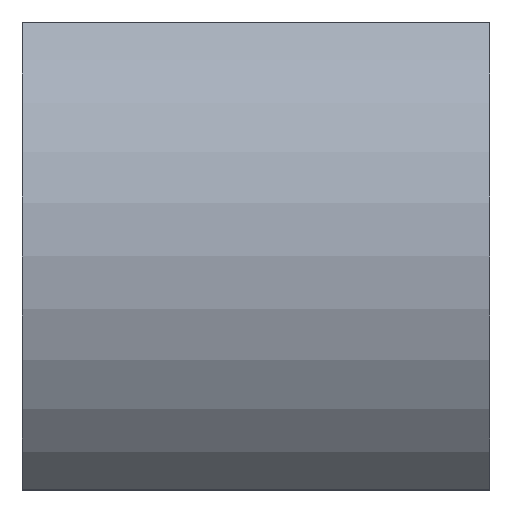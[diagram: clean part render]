
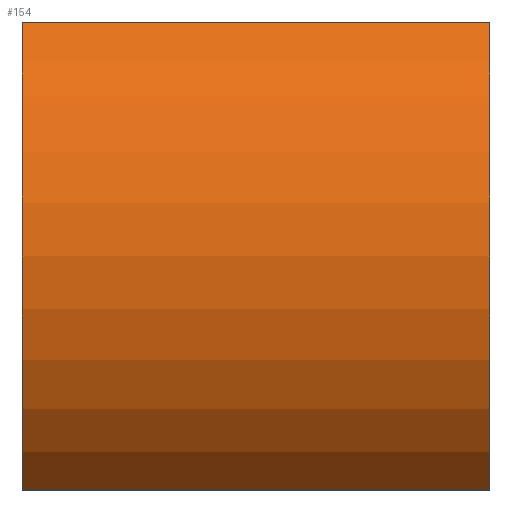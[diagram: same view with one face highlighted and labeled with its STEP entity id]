
A CAD part, left-side view. The second image highlights one B-rep face of the part: STEP entity #154.
In plain terms, the highlighted cylindrical face has radius 6.56 mm (diameter 13.12 mm), a partial arc.
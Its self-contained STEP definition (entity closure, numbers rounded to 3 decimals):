
#1 = AXIS2_PLACEMENT_3D ( 'NONE', #145, #119, #155 ) ;
#10 = DIRECTION ( 'NONE',  ( 0., 0., -1. ) ) ;
#14 = CARTESIAN_POINT ( 'NONE',  ( 0.109, 10., -5. ) ) ;
#20 = DIRECTION ( 'NONE',  ( 0., -1., 0. ) ) ;
#29 = EDGE_CURVE ( 'NONE', #173, #200, #134, .T. ) ;
#31 = EDGE_LOOP ( 'NONE', ( #202, #48, #90, #127 ) ) ;
#35 = AXIS2_PLACEMENT_3D ( 'NONE', #105, #136, #10 ) ;
#44 = EDGE_CURVE ( 'NONE', #51, #200, #138, .T. ) ;
#47 = CARTESIAN_POINT ( 'NONE',  ( 4.355, 10., 0. ) ) ;
#48 = ORIENTED_EDGE ( 'NONE', *, *, #44, .F. ) ;
#51 = VERTEX_POINT ( 'NONE', #133 ) ;
#57 = VECTOR ( 'NONE', #20, 1000. ) ;
#72 = DIRECTION ( 'NONE',  ( 0., -1., 0. ) ) ;
#90 = ORIENTED_EDGE ( 'NONE', *, *, #191, .F. ) ;
#99 = FACE_OUTER_BOUND ( 'NONE', #31, .T. ) ;
#101 = CARTESIAN_POINT ( 'NONE',  ( 0.109, 0., -5. ) ) ;
#103 = CARTESIAN_POINT ( 'NONE',  ( 0.109, 10., -5. ) ) ;
#105 = CARTESIAN_POINT ( 'NONE',  ( 4.355, 10., 0. ) ) ;
#119 = DIRECTION ( 'NONE',  ( 0., 1., 0. ) ) ;
#124 = DIRECTION ( 'NONE',  ( 0., 1., 0. ) ) ;
#125 = CYLINDRICAL_SURFACE ( 'NONE', #35, 6.56 ) ;
#127 = ORIENTED_EDGE ( 'NONE', *, *, #179, .T. ) ;
#133 = CARTESIAN_POINT ( 'NONE',  ( 0.109, 10., 5. ) ) ;
#134 = CIRCLE ( 'NONE', #1, 6.56 ) ;
#136 = DIRECTION ( 'NONE',  ( 0., -1., 0. ) ) ;
#138 = LINE ( 'NONE', #151, #178 ) ;
#140 = CARTESIAN_POINT ( 'NONE',  ( 0.109, 0., 5. ) ) ;
#145 = CARTESIAN_POINT ( 'NONE',  ( 4.355, 0., 0. ) ) ;
#151 = CARTESIAN_POINT ( 'NONE',  ( 0.109, 10., 5. ) ) ;
#152 = VERTEX_POINT ( 'NONE', #14 ) ;
#154 = ADVANCED_FACE ( 'NONE', ( #99 ), #125, .T. ) ;
#155 = DIRECTION ( 'NONE',  ( 0., 0., 1. ) ) ;
#156 = CIRCLE ( 'NONE', #185, 6.56 ) ;
#173 = VERTEX_POINT ( 'NONE', #101 ) ;
#178 = VECTOR ( 'NONE', #72, 1000. ) ;
#179 = EDGE_CURVE ( 'NONE', #152, #173, #180, .T. ) ;
#180 = LINE ( 'NONE', #103, #57 ) ;
#185 = AXIS2_PLACEMENT_3D ( 'NONE', #47, #124, #193 ) ;
#191 = EDGE_CURVE ( 'NONE', #152, #51, #156, .T. ) ;
#193 = DIRECTION ( 'NONE',  ( 0., 0., 1. ) ) ;
#200 = VERTEX_POINT ( 'NONE', #140 ) ;
#202 = ORIENTED_EDGE ( 'NONE', *, *, #29, .T. ) ;
